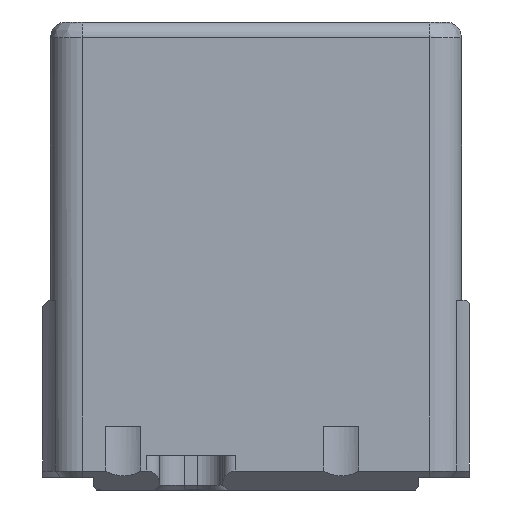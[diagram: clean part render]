
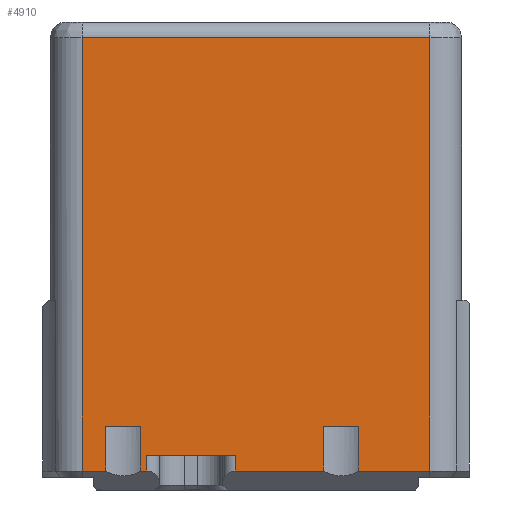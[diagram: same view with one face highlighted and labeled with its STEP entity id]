
A CAD part, left-side view. The second image highlights one B-rep face of the part: STEP entity #4910.
In plain terms, the highlighted planar face has unit normal (-1, 0, 0).
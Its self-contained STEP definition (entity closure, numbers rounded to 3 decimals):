
#259=CARTESIAN_POINT('',(0.,7.4,0.6));
#362=CARTESIAN_POINT('',(0.,10.2,0.6));
#1383=DIRECTION('',(0.,-1.,0.));
#1384=VECTOR('',#1383,1.109);
#1385=CARTESIAN_POINT('',(0.,11.5,2.));
#1386=LINE('',#1385,#1384);
#1390=DIRECTION('',(0.,0.,-1.));
#1391=VECTOR('',#1390,1.4);
#1392=CARTESIAN_POINT('',(0.,11.5,2.));
#1393=LINE('',#1392,#1391);
#1397=DIRECTION('',(0.,1.,0.));
#1398=VECTOR('',#1397,0.75);
#1399=CARTESIAN_POINT('',(0.,11.5,0.6));
#1400=LINE('',#1399,#1398);
#1404=DIRECTION('',(0.,0.,1.));
#1405=VECTOR('',#1404,13.7);
#1406=CARTESIAN_POINT('',(0.,12.25,
0.6));
#1407=LINE('',#1406,#1405);
#1411=DIRECTION('',(0.,-1.,0.));
#1412=VECTOR('',#1411,11.);
#1413=CARTESIAN_POINT('',(0.,12.25,14.3));
#1414=LINE('',#1413,#1412);
#1418=DIRECTION('',(0.,0.,1.));
#1419=VECTOR('',#1418,13.7);
#1420=CARTESIAN_POINT('',(0.,1.25,
0.6));
#1421=LINE('',#1420,#1419);
#1425=DIRECTION('',(0.,1.,0.));
#1426=VECTOR('',#1425,2.25);
#1427=CARTESIAN_POINT('',(0.,1.25,
0.6));
#1428=LINE('',#1427,#1426);
#1432=DIRECTION('',(0.,0.,-1.));
#1433=VECTOR('',#1432,1.4);
#1434=CARTESIAN_POINT('',(0.,3.5,2.));
#1435=LINE('',#1434,#1433);
#1439=DIRECTION('',(0.,-1.,0.));
#1440=VECTOR('',#1439,1.109);
#1441=CARTESIAN_POINT('',(0.,4.61,2.));
#1442=LINE('',#1441,#1440);
#1446=DIRECTION('',(0.,0.,-1.));
#1447=VECTOR('',#1446,1.4);
#1448=CARTESIAN_POINT('',(0.,4.61,2.));
#1449=LINE('',#1448,#1447);
#1453=DIRECTION('',(0.,1.,0.));
#1454=VECTOR('',#1453,2.79);
#1455=CARTESIAN_POINT('',(0.,4.61,0.6));
#1456=LINE('',#1455,#1454);
#1460=DIRECTION('',(0.,0.,-1.));
#1461=VECTOR('',#1460,0.5);
#1462=CARTESIAN_POINT('',(0.,7.4,1.1));
#1463=LINE('',#1462,#1461);
#1467=DIRECTION('',(0.,0.,1.));
#1468=VECTOR('',#1467,0.5);
#1469=CARTESIAN_POINT('',(0.,10.2,0.6));
#1470=LINE('',#1469,#1468);
#1474=DIRECTION('',(0.,1.,0.));
#1475=VECTOR('',#1474,0.19);
#1476=CARTESIAN_POINT('',(0.,10.2,0.6));
#1477=LINE('',#1476,#1475);
#1481=DIRECTION('',(0.,0.,-1.));
#1482=VECTOR('',#1481,1.4);
#1483=CARTESIAN_POINT('',(0.,10.39,2.));
#1484=LINE('',#1483,#1482);
#2094=DIRECTION('',(0.,-1.,0.));
#2095=VECTOR('',#2094,2.8);
#2096=CARTESIAN_POINT('',(0.,10.2,1.1));
#2097=LINE('',#2096,#2095);
#3284=CARTESIAN_POINT('',(0.,12.25,0.6));
#3285=VERTEX_POINT('',#3284);
#3287=CARTESIAN_POINT('',(0.,1.25,0.6));
#3289=VERTEX_POINT('',#3287);
#3422=CARTESIAN_POINT('',(0.,12.25,14.3));
#3423=VERTEX_POINT('',#3422);
#3426=CARTESIAN_POINT('',(0.,1.25,14.3));
#3427=VERTEX_POINT('',#3426);
#3488=VERTEX_POINT('',#259);
#3492=CARTESIAN_POINT('',(0.,7.4,1.1));
#3493=VERTEX_POINT('',#3492);
#3498=VERTEX_POINT('',#362);
#3499=CARTESIAN_POINT('',(0.,10.2,1.1));
#3500=VERTEX_POINT('',#3499);
#3530=CARTESIAN_POINT('',(0.,11.5,2.));
#3531=CARTESIAN_POINT('',(0.,10.39,2.));
#3532=VERTEX_POINT('',#3530);
#3533=VERTEX_POINT('',#3531);
#3534=CARTESIAN_POINT('',(0.,4.61,2.));
#3535=CARTESIAN_POINT('',(0.,3.5,2.));
#3536=VERTEX_POINT('',#3534);
#3537=VERTEX_POINT('',#3535);
#3538=CARTESIAN_POINT('',(0.,4.61,0.6));
#3539=VERTEX_POINT('',#3538);
#3540=CARTESIAN_POINT('',(0.,3.5,0.6));
#3541=VERTEX_POINT('',#3540);
#3542=CARTESIAN_POINT('',(0.,11.5,0.6));
#3543=VERTEX_POINT('',#3542);
#3544=CARTESIAN_POINT('',(0.,10.39,0.6));
#3545=VERTEX_POINT('',#3544);
#4878=CARTESIAN_POINT('',(0.,13.5,0.));
#4879=DIRECTION('',(-1.,0.,0.));
#4880=DIRECTION('',(0.,-1.,0.));
#4881=AXIS2_PLACEMENT_3D('',#4878,#4879,#4880);
#4882=PLANE('',#4881);
#4883=ORIENTED_EDGE('',*,*,#4801,.F.);
#4885=ORIENTED_EDGE('',*,*,#4884,.T.);
#4886=ORIENTED_EDGE('',*,*,#4006,.T.);
#4887=ORIENTED_EDGE('',*,*,#4600,.T.);
#4889=ORIENTED_EDGE('',*,*,#4888,.T.);
#4891=ORIENTED_EDGE('',*,*,#4890,.F.);
#4892=ORIENTED_EDGE('',*,*,#3912,.T.);
#4894=ORIENTED_EDGE('',*,*,#4893,.F.);
#4895=ORIENTED_EDGE('',*,*,#4813,.F.);
#4897=ORIENTED_EDGE('',*,*,#4896,.T.);
#4898=ORIENTED_EDGE('',*,*,#3908,.T.);
#4900=ORIENTED_EDGE('',*,*,#4899,.F.);
#4902=ORIENTED_EDGE('',*,*,#4901,.F.);
#4904=ORIENTED_EDGE('',*,*,#4903,.F.);
#4905=ORIENTED_EDGE('',*,*,#4010,.T.);
#4907=ORIENTED_EDGE('',*,*,#4906,.F.);
#4908=EDGE_LOOP('',(#4883,#4885,#4886,#4887,#4889,#4891,#4892,#4894,#4895,#4897,
#4898,#4900,#4902,#4904,#4905,#4907));
#4909=FACE_OUTER_BOUND('',#4908,.F.);
#3908=EDGE_CURVE('',#3539,#3488,#1456,.T.);
#3912=EDGE_CURVE('',#3289,#3541,#1428,.T.);
#4006=EDGE_CURVE('',#3543,#3285,#1400,.T.);
#4010=EDGE_CURVE('',#3498,#3545,#1477,.T.);
#4600=EDGE_CURVE('',#3285,#3423,#1407,.T.);
#4801=EDGE_CURVE('',#3532,#3533,#1386,.T.);
#4813=EDGE_CURVE('',#3536,#3537,#1442,.T.);
#4884=EDGE_CURVE('',#3532,#3543,#1393,.T.);
#4888=EDGE_CURVE('',#3423,#3427,#1414,.T.);
#4890=EDGE_CURVE('',#3289,#3427,#1421,.T.);
#4893=EDGE_CURVE('',#3537,#3541,#1435,.T.);
#4896=EDGE_CURVE('',#3536,#3539,#1449,.T.);
#4899=EDGE_CURVE('',#3493,#3488,#1463,.T.);
#4901=EDGE_CURVE('',#3500,#3493,#2097,.T.);
#4903=EDGE_CURVE('',#3498,#3500,#1470,.T.);
#4906=EDGE_CURVE('',#3533,#3545,#1484,.T.);
#4910=ADVANCED_FACE('',(#4909),#4882,.T.);
